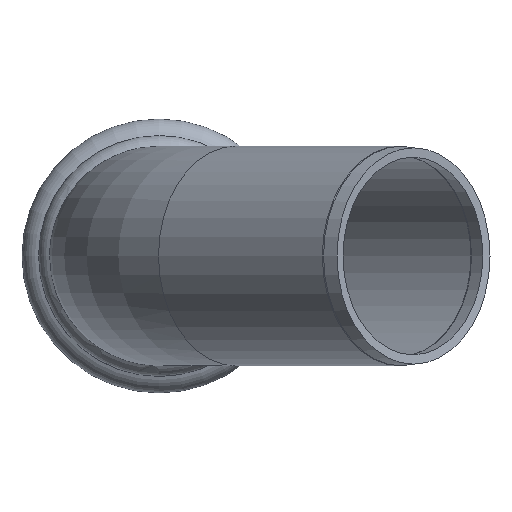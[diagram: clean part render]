
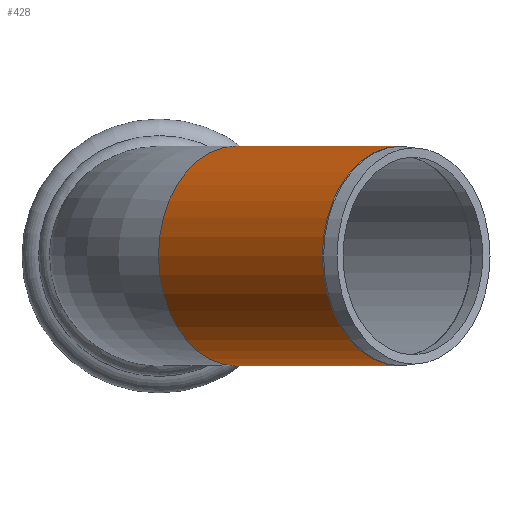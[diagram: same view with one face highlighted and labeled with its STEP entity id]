
A CAD part, left-side view. The second image highlights one B-rep face of the part: STEP entity #428.
In plain terms, the highlighted cylindrical face has radius 17.5 mm (diameter 35 mm), a full revolution.
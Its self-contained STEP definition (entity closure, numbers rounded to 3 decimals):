
#31=LINE('',#786,#41);
#41=VECTOR('',#641,17.5);
#48=CYLINDRICAL_SURFACE('',#506,17.5);
#61=FACE_OUTER_BOUND('',#80,.T.);
#80=EDGE_LOOP('',(#341,#342,#343,#344,#345,#346,#347));
#124=CIRCLE('',#502,17.5);
#125=CIRCLE('',#503,17.5);
#126=CIRCLE('',#504,17.5);
#128=CIRCLE('',#507,17.5);
#129=CIRCLE('',#508,17.5);
#176=VERTEX_POINT('',#775);
#177=VERTEX_POINT('',#776);
#178=VERTEX_POINT('',#778);
#179=VERTEX_POINT('',#783);
#180=VERTEX_POINT('',#784);
#237=EDGE_CURVE('',#176,#177,#124,.T.);
#238=EDGE_CURVE('',#178,#176,#125,.T.);
#239=EDGE_CURVE('',#177,#178,#126,.T.);
#241=EDGE_CURVE('',#179,#180,#128,.T.);
#242=EDGE_CURVE('',#180,#178,#31,.T.);
#243=EDGE_CURVE('',#180,#179,#129,.T.);
#341=ORIENTED_EDGE('',*,*,#241,.T.);
#342=ORIENTED_EDGE('',*,*,#242,.T.);
#343=ORIENTED_EDGE('',*,*,#238,.T.);
#344=ORIENTED_EDGE('',*,*,#237,.T.);
#345=ORIENTED_EDGE('',*,*,#239,.T.);
#346=ORIENTED_EDGE('',*,*,#242,.F.);
#347=ORIENTED_EDGE('',*,*,#243,.T.);
#428=ADVANCED_FACE('',(#61),#48,.T.);
#502=AXIS2_PLACEMENT_3D('',#777,#629,#630);
#503=AXIS2_PLACEMENT_3D('',#779,#631,#632);
#504=AXIS2_PLACEMENT_3D('',#780,#633,#634);
#506=AXIS2_PLACEMENT_3D('',#782,#637,#638);
#507=AXIS2_PLACEMENT_3D('',#785,#639,#640);
#508=AXIS2_PLACEMENT_3D('',#787,#642,#643);
#629=DIRECTION('center_axis',(0.707,0.707,0.));
#630=DIRECTION('ref_axis',(-0.707,0.707,0.));
#631=DIRECTION('center_axis',(0.707,0.707,0.));
#632=DIRECTION('ref_axis',(-0.707,0.707,0.));
#633=DIRECTION('center_axis',(0.707,0.707,0.));
#634=DIRECTION('ref_axis',(-0.707,0.707,0.));
#637=DIRECTION('center_axis',(0.707,0.707,0.));
#638=DIRECTION('ref_axis',(-0.707,0.707,0.));
#639=DIRECTION('center_axis',(-0.707,-0.707,0.));
#640=DIRECTION('ref_axis',(0.707,-0.707,0.));
#641=DIRECTION('',(-0.707,-0.707,0.));
#642=DIRECTION('center_axis',(-0.707,-0.707,0.));
#643=DIRECTION('ref_axis',(0.707,-0.707,0.));
#775=CARTESIAN_POINT('',(-94.198,-26.052,0.));
#776=CARTESIAN_POINT('',(-81.823,-38.426,17.5));
#777=CARTESIAN_POINT('Origin',(-81.823,-38.426,0.));
#778=CARTESIAN_POINT('',(-69.449,-50.801,0.));
#779=CARTESIAN_POINT('Origin',(-81.823,-38.426,0.));
#780=CARTESIAN_POINT('Origin',(-81.823,-38.426,0.));
#782=CARTESIAN_POINT('Origin',(-68.761,-25.364,0.));
#783=CARTESIAN_POINT('',(-55.698,-12.302,-17.5));
#784=CARTESIAN_POINT('',(-43.324,-24.676,0.));
#785=CARTESIAN_POINT('Origin',(-55.698,-12.302,0.));
#786=CARTESIAN_POINT('',(-56.387,-37.738,0.));
#787=CARTESIAN_POINT('Origin',(-55.698,-12.302,0.));
